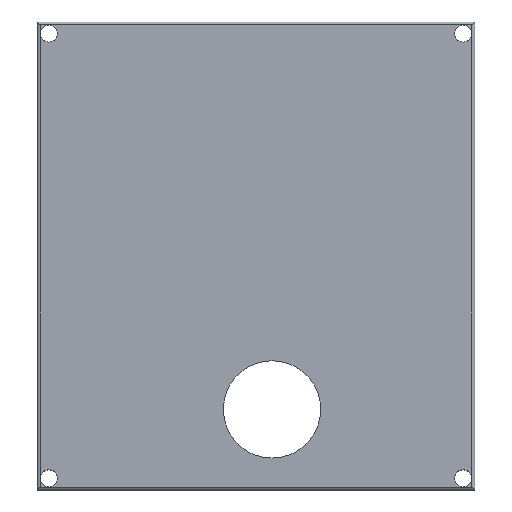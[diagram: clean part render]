
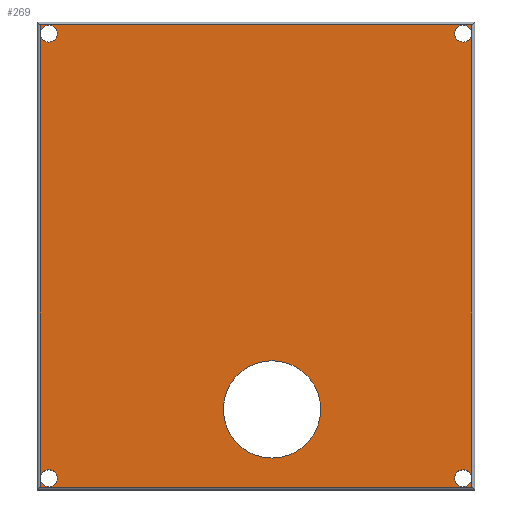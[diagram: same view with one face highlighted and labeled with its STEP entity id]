
A CAD part, top view. The second image highlights one B-rep face of the part: STEP entity #269.
In plain terms, the highlighted planar face has unit normal (0, 0, 1).
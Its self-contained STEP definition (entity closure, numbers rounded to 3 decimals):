
#15=FACE_BOUND('',#63,.T.);
#16=FACE_BOUND('',#64,.T.);
#17=FACE_BOUND('',#65,.T.);
#18=FACE_BOUND('',#66,.T.);
#19=FACE_BOUND('',#67,.T.);
#25=CIRCLE('',#303,4.175);
#26=CIRCLE('',#304,0.725);
#27=CIRCLE('',#305,0.725);
#28=CIRCLE('',#306,0.725);
#29=CIRCLE('',#307,0.725);
#37=PLANE('',#302);
#47=FACE_OUTER_BOUND('',#62,.T.);
#62=EDGE_LOOP('',(#208,#209,#210,#211));
#63=EDGE_LOOP('',(#212));
#64=EDGE_LOOP('',(#213));
#65=EDGE_LOOP('',(#214));
#66=EDGE_LOOP('',(#215));
#67=EDGE_LOOP('',(#216));
#85=LINE('',#406,#106);
#87=LINE('',#414,#108);
#89=LINE('',#420,#110);
#92=LINE('',#426,#113);
#106=VECTOR('',#325,10.);
#108=VECTOR('',#333,10.);
#110=VECTOR('',#339,10.);
#113=VECTOR('',#346,10.);
#127=VERTEX_POINT('',#404);
#128=VERTEX_POINT('',#405);
#131=VERTEX_POINT('',#413);
#133=VERTEX_POINT('',#419);
#138=VERTEX_POINT('',#438);
#139=VERTEX_POINT('',#440);
#140=VERTEX_POINT('',#442);
#141=VERTEX_POINT('',#444);
#142=VERTEX_POINT('',#446);
#149=EDGE_CURVE('',#127,#128,#85,.T.);
#153=EDGE_CURVE('',#128,#131,#87,.T.);
#156=EDGE_CURVE('',#131,#133,#89,.T.);
#160=EDGE_CURVE('',#133,#127,#92,.T.);
#166=EDGE_CURVE('',#138,#138,#25,.T.);
#167=EDGE_CURVE('',#139,#139,#26,.T.);
#168=EDGE_CURVE('',#140,#140,#27,.T.);
#169=EDGE_CURVE('',#141,#141,#28,.T.);
#170=EDGE_CURVE('',#142,#142,#29,.T.);
#208=ORIENTED_EDGE('',*,*,#149,.F.);
#209=ORIENTED_EDGE('',*,*,#160,.F.);
#210=ORIENTED_EDGE('',*,*,#156,.F.);
#211=ORIENTED_EDGE('',*,*,#153,.F.);
#212=ORIENTED_EDGE('',*,*,#166,.T.);
#213=ORIENTED_EDGE('',*,*,#167,.T.);
#214=ORIENTED_EDGE('',*,*,#168,.T.);
#215=ORIENTED_EDGE('',*,*,#169,.T.);
#216=ORIENTED_EDGE('',*,*,#170,.T.);
#269=ADVANCED_FACE('',(#47,#15,#16,#17,#18,#19),#37,.T.);
#302=AXIS2_PLACEMENT_3D('',#437,#356,#357);
#303=AXIS2_PLACEMENT_3D('',#439,#358,#359);
#304=AXIS2_PLACEMENT_3D('',#441,#360,#361);
#305=AXIS2_PLACEMENT_3D('',#443,#362,#363);
#306=AXIS2_PLACEMENT_3D('',#445,#364,#365);
#307=AXIS2_PLACEMENT_3D('',#447,#366,#367);
#325=DIRECTION('',(1.,0.,0.));
#333=DIRECTION('',(0.,-1.,0.));
#339=DIRECTION('',(-1.,0.,0.));
#346=DIRECTION('',(0.,1.,0.));
#356=DIRECTION('center_axis',(0.,0.,1.));
#357=DIRECTION('ref_axis',(1.,0.,0.));
#358=DIRECTION('center_axis',(0.,0.,-1.));
#359=DIRECTION('ref_axis',(-1.,0.,0.));
#360=DIRECTION('center_axis',(0.,0.,-1.));
#361=DIRECTION('ref_axis',(-1.,0.,0.));
#362=DIRECTION('center_axis',(0.,0.,-1.));
#363=DIRECTION('ref_axis',(-1.,0.,0.));
#364=DIRECTION('center_axis',(0.,0.,-1.));
#365=DIRECTION('ref_axis',(-1.,0.,0.));
#366=DIRECTION('center_axis',(0.,0.,-1.));
#367=DIRECTION('ref_axis',(-1.,0.,0.));
#404=CARTESIAN_POINT('',(122.2,-59.9,13.1));
#405=CARTESIAN_POINT('',(159.25,-59.9,13.1));
#406=CARTESIAN_POINT('',(158.,-59.9,13.1));
#413=CARTESIAN_POINT('',(159.25,-99.55,13.1));
#414=CARTESIAN_POINT('',(159.25,-81.225,13.1));
#419=CARTESIAN_POINT('',(122.2,-99.55,13.1));
#420=CARTESIAN_POINT('',(139.225,-99.55,13.1));
#426=CARTESIAN_POINT('',(122.2,-61.15,13.1));
#437=CARTESIAN_POINT('Origin',(156.5,-62.65,13.1));
#438=CARTESIAN_POINT('',(146.275,-92.888,13.1));
#439=CARTESIAN_POINT('Origin',(142.1,-92.888,13.1));
#440=CARTESIAN_POINT('',(123.675,-98.8,13.1));
#441=CARTESIAN_POINT('Origin',(122.95,-98.8,13.1));
#442=CARTESIAN_POINT('',(159.225,-98.8,13.1));
#443=CARTESIAN_POINT('Origin',(158.5,-98.8,13.1));
#444=CARTESIAN_POINT('',(159.225,-60.65,13.1));
#445=CARTESIAN_POINT('Origin',(158.5,-60.65,13.1));
#446=CARTESIAN_POINT('',(123.675,-60.65,13.1));
#447=CARTESIAN_POINT('Origin',(122.95,-60.65,13.1));
